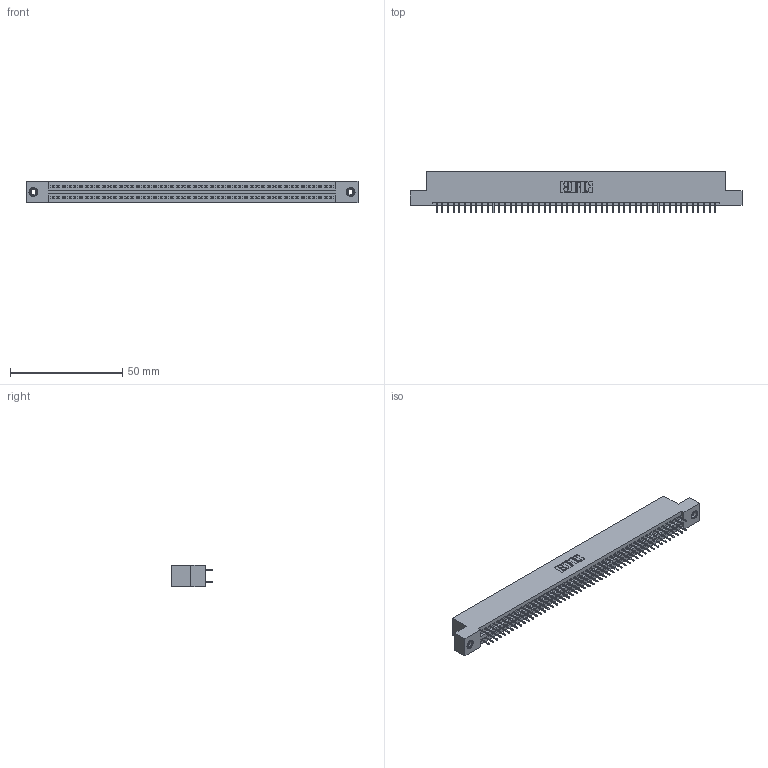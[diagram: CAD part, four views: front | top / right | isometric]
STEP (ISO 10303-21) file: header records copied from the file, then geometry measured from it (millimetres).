
FILE_DESCRIPTION (( 'STEP AP203' ), '1' );
FILE_NAME ('395-100-525-208.STEP', '2020-09-25T16:07:16', ( '' ), ( '' ), 'SwSTEP 2.0', 'SolidWorks 2020', '' );
FILE_SCHEMA (( 'CONFIG_CONTROL_DESIGN' ));
Length unit declared in the file: inch
Products named in the file (4): 395-100-525-208; 345-250-001_345-250-003-102; 345-292-001_345-293-125; 345 Part_Flush Mounting Lugs - 0.156 Dia-TI
Assembly tree (103 placements, depth 2):
  395-100-525-208
    345 Part_Flush Mounting Lugs - 0.156 Dia-TI
    345-292-001_345-293-125  x100
    345-250-001_345-250-003-102  x2
Bounding box: 148.21 x 18.72 x 9.4 mm (x, y, z)
Volume: 14300.3 mm3; surface area: 20810.6 mm2
Topology: 103 solids, 103 shells, 5586 faces, 15777 edges, 10110 vertices
Faces by surface type: plane 4012, cylinder 1558, cone 12, torus 4
Entity records: 39414 total; most frequent: CARTESIAN_POINT 6579, ORIENTED_EDGE 6506, DIRECTION 5819, EDGE_CURVE 3253, LINE 2905, VECTOR 2905, VERTEX_POINT 2160, AXIS2_PLACEMENT_3D 1457
